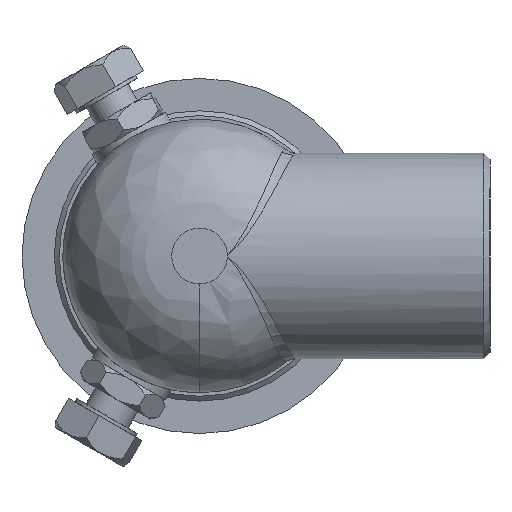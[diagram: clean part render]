
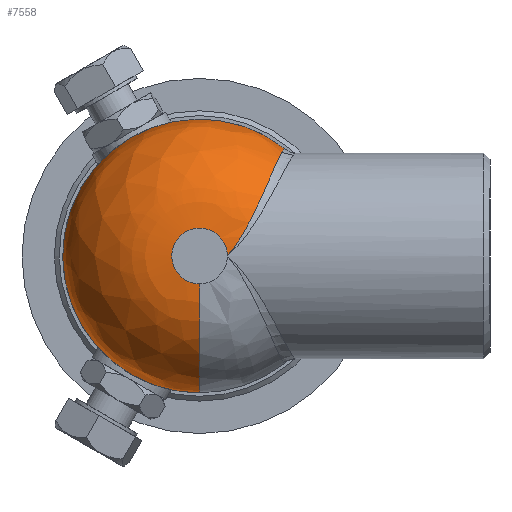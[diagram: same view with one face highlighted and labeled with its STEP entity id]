
A CAD part, left-side view. The second image highlights one B-rep face of the part: STEP entity #7558.
In plain terms, the highlighted free-form (B-spline) face has degree [2, 2] with [3, 7] control points.
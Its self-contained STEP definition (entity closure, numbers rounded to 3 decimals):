
#1437=FACE_OUTER_BOUND('',#1886,.T.);
#1886=EDGE_LOOP('',(#5042,#5043,#5044,#5045));
#2396=B_SPLINE_CURVE_WITH_KNOTS('',3,(#10217,#10218,#10219,#10220,#10221,
#10222,#10223,#10224,#10225,#10226,#10227,#10228,#10229,#10230,#10231,#10232,
#10233,#10234,#10235,#10236,#10237,#10238,#10239),.UNSPECIFIED.,.F.,.F.,
(4,1,1,1,1,1,1,1,1,1,1,1,1,1,1,1,1,1,2,4),(0.,0.248,0.372,
0.496,0.745,0.993,1.055,1.241,
1.489,1.655,1.82,1.903,1.986,
2.317,2.482,2.731,2.979,3.227,
3.475,3.478),.UNSPECIFIED.);
#2773=CIRCLE('',#8027,18.);
#2774=CIRCLE('',#8028,4.6);
#2775=CIRCLE('',#8029,22.6);
#3082=VERTEX_POINT('',#10211);
#3083=VERTEX_POINT('',#10212);
#3084=VERTEX_POINT('',#10214);
#3085=VERTEX_POINT('',#10216);
#3867=EDGE_CURVE('',#3082,#3083,#2773,.T.);
#3868=EDGE_CURVE('',#3082,#3084,#2774,.T.);
#3869=EDGE_CURVE('',#3085,#3084,#2396,.T.);
#3870=EDGE_CURVE('',#3085,#3083,#2775,.T.);
#5042=ORIENTED_EDGE('',*,*,#3867,.F.);
#5043=ORIENTED_EDGE('',*,*,#3868,.T.);
#5044=ORIENTED_EDGE('',*,*,#3869,.F.);
#5045=ORIENTED_EDGE('',*,*,#3870,.T.);
#7392=(
BOUNDED_SURFACE()
B_SPLINE_SURFACE(2,2,((#10190,#10191,#10192,#10193,#10194,#10195,#10196),
(#10197,#10198,#10199,#10200,#10201,#10202,#10203),(#10204,#10205,#10206,
#10207,#10208,#10209,#10210)),.UNSPECIFIED.,.F.,.F.,.F.)
B_SPLINE_SURFACE_WITH_KNOTS((3,3),(3,2,2,3),(0.,1.571),
(-1.571,0.,1.571,3.142),
 .UNSPECIFIED.)
GEOMETRIC_REPRESENTATION_ITEM()
RATIONAL_B_SPLINE_SURFACE(((1.,0.707,1.,0.707,1.,
0.707,1.),(0.707,0.5,0.707,
0.5,0.707,0.5,0.707),
(1.,0.707,1.,0.707,1.,0.707,1.)))
REPRESENTATION_ITEM('')
SURFACE()
);
#7558=ADVANCED_FACE('',(#1437),#7392,.F.);
#8027=AXIS2_PLACEMENT_3D('',#10213,#8607,#8608);
#8028=AXIS2_PLACEMENT_3D('',#10215,#8609,#8610);
#8029=AXIS2_PLACEMENT_3D('',#10240,#8611,#8612);
#8607=DIRECTION('center_axis',(0.,-1.,0.));
#8608=DIRECTION('ref_axis',(0.,0.,
-1.));
#8609=DIRECTION('center_axis',(1.,0.,0.));
#8610=DIRECTION('ref_axis',(0.,0.,1.));
#8611=DIRECTION('center_axis',(-1.,0.,0.));
#8612=DIRECTION('ref_axis',(0.,0.,1.));
#10190=CARTESIAN_POINT('Ctrl Pts',(-33.1,-22.6,0.));
#10191=CARTESIAN_POINT('Ctrl Pts',(-33.1,-22.6,22.6));
#10192=CARTESIAN_POINT('Ctrl Pts',(-33.1,0.,
22.6));
#10193=CARTESIAN_POINT('Ctrl Pts',(-33.1,22.6,22.6));
#10194=CARTESIAN_POINT('Ctrl Pts',(-33.1,22.6,0.));
#10195=CARTESIAN_POINT('Ctrl Pts',(-33.1,22.6,-22.6));
#10196=CARTESIAN_POINT('Ctrl Pts',(-33.1,0.,
-22.6));
#10197=CARTESIAN_POINT('Ctrl Pts',(-51.1,-22.6,0.));
#10198=CARTESIAN_POINT('Ctrl Pts',(-51.1,-22.6,
22.6));
#10199=CARTESIAN_POINT('Ctrl Pts',(-51.1,0.,22.6));
#10200=CARTESIAN_POINT('Ctrl Pts',(-51.1,22.6,22.6));
#10201=CARTESIAN_POINT('Ctrl Pts',(-51.1,22.6,0.));
#10202=CARTESIAN_POINT('Ctrl Pts',(-51.1,22.6,-22.6));
#10203=CARTESIAN_POINT('Ctrl Pts',(-51.1,0.,
-22.6));
#10204=CARTESIAN_POINT('Ctrl Pts',(-51.1,-4.6,
0.));
#10205=CARTESIAN_POINT('Ctrl Pts',(-51.1,-4.6,
4.6));
#10206=CARTESIAN_POINT('Ctrl Pts',(-51.1,0.,
4.6));
#10207=CARTESIAN_POINT('Ctrl Pts',(-51.1,4.6,4.6));
#10208=CARTESIAN_POINT('Ctrl Pts',(-51.1,4.6,0.));
#10209=CARTESIAN_POINT('Ctrl Pts',(-51.1,4.6,-4.6));
#10210=CARTESIAN_POINT('Ctrl Pts',(-51.1,0.,
-4.6));
#10211=CARTESIAN_POINT('',(-51.1,0.,-4.6));
#10212=CARTESIAN_POINT('',(-33.1,0.,-22.6));
#10213=CARTESIAN_POINT('Origin',(-33.1,0.,
-4.6));
#10214=CARTESIAN_POINT('',(-51.1,-4.6,0.));
#10215=CARTESIAN_POINT('Origin',(-51.1,0.,0.));
#10216=CARTESIAN_POINT('',(-33.1,-14.135,17.634));
#10217=CARTESIAN_POINT('Ctrl Pts',(-33.1,-14.135,17.634));
#10218=CARTESIAN_POINT('Ctrl Pts',(-33.807,-14.089,17.671));
#10219=CARTESIAN_POINT('Ctrl Pts',(-34.877,-14.003,
17.659));
#10220=CARTESIAN_POINT('Ctrl Pts',(-36.292,-13.851,17.51));
#10221=CARTESIAN_POINT('Ctrl Pts',(-37.696,-13.674,
17.272));
#10222=CARTESIAN_POINT('Ctrl Pts',(-39.399,-13.408,
16.815));
#10223=CARTESIAN_POINT('Ctrl Pts',(-40.859,-13.116,
16.223));
#10224=CARTESIAN_POINT('Ctrl Pts',(-42.115,-12.824,
15.598));
#10225=CARTESIAN_POINT('Ctrl Pts',(-43.327,-12.508,
14.898));
#10226=CARTESIAN_POINT('Ctrl Pts',(-44.679,-12.076,
13.91));
#10227=CARTESIAN_POINT('Ctrl Pts',(-45.865,-11.615,
12.845));
#10228=CARTESIAN_POINT('Ctrl Pts',(-46.65,-11.255,
12.018));
#10229=CARTESIAN_POINT('Ctrl Pts',(-47.234,-10.951,11.323));
#10230=CARTESIAN_POINT('Ctrl Pts',(-48.067,-10.478,
10.251));
#10231=CARTESIAN_POINT('Ctrl Pts',(-48.899,-9.879,
8.924));
#10232=CARTESIAN_POINT('Ctrl Pts',(-49.749,-9.031,7.145));
#10233=CARTESIAN_POINT('Ctrl Pts',(-50.349,-8.205,5.506));
#10234=CARTESIAN_POINT('Ctrl Pts',(-50.804,-7.179,
3.646));
#10235=CARTESIAN_POINT('Ctrl Pts',(-51.054,-6.021,
1.797));
#10236=CARTESIAN_POINT('Ctrl Pts',(-51.1,-5.123,
0.597));
#10237=CARTESIAN_POINT('Ctrl Pts',(-51.1,-4.611,
0.012));
#10238=CARTESIAN_POINT('Ctrl Pts',(-51.1,-4.605,0.006));
#10239=CARTESIAN_POINT('Ctrl Pts',(-51.1,-4.6,0.));
#10240=CARTESIAN_POINT('Origin',(-33.1,0.,0.));
